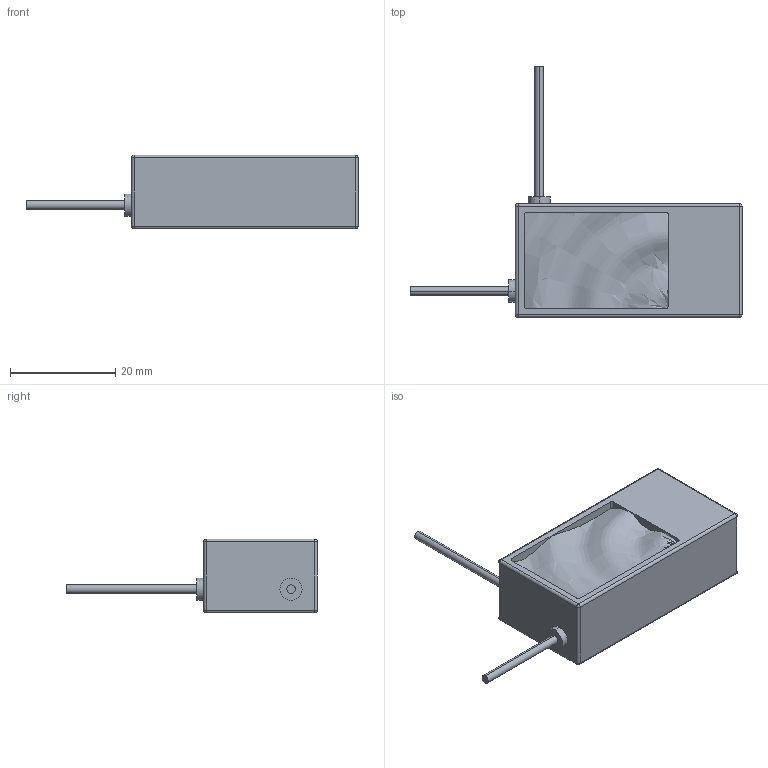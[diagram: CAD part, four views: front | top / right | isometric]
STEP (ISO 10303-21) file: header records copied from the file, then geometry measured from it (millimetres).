
FILE_DESCRIPTION (( 'STEP AP203' ), '1' );
FILE_NAME ('reciever.STEP', '2022-07-07T03:52:13', ( '' ), ( '' ), 'SwSTEP 2.0', 'SolidWorks 2020', '' );
FILE_SCHEMA (( 'CONFIG_CONTROL_DESIGN' ));
Length unit declared in the file: millimetre
Products named in the file (1): reciever
Bounding box: 63 x 47.6 x 14 mm (x, y, z)
Volume: 11495.9 mm3; surface area: 4390.6 mm2
Topology: 1 solids, 1 shells, 52 faces, 116 edges, 64 vertices
Faces by surface type: cylinder 24, plane 19, sphere 8, bspline 1
Entity records: 1746 total; most frequent: CARTESIAN_POINT 550, DIRECTION 248, ORIENTED_EDGE 216, EDGE_CURVE 108, AXIS2_PLACEMENT_3D 96, VERTEX_POINT 64, EDGE_LOOP 58, VECTOR 56
